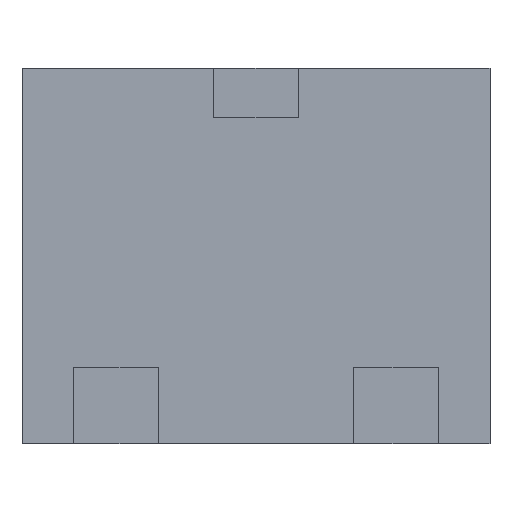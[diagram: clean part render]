
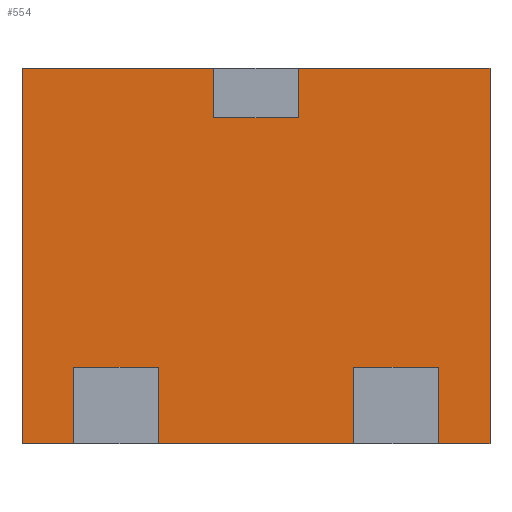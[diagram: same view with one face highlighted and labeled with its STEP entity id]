
A CAD part, front view. The second image highlights one B-rep face of the part: STEP entity #554.
In plain terms, the highlighted planar face has unit normal (0, -1, 0).
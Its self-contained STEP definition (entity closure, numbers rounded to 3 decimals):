
#38=PLANE('',#608);
#64=FACE_OUTER_BOUND('',#92,.T.);
#92=EDGE_LOOP('',(#489,#490,#491,#492,#493,#494,#495,#496,#497,#498,#499,
#500,#501,#502,#503,#504));
#96=LINE('',#758,#163);
#100=LINE('',#766,#167);
#103=LINE('',#772,#170);
#107=LINE('',#781,#174);
#111=LINE('',#790,#178);
#115=LINE('',#797,#182);
#118=LINE('',#804,#185);
#122=LINE('',#813,#189);
#126=LINE('',#820,#193);
#149=LINE('',#875,#216);
#151=LINE('',#878,#218);
#154=LINE('',#883,#221);
#155=LINE('',#884,#222);
#158=LINE('',#890,#225);
#159=LINE('',#892,#226);
#161=LINE('',#894,#228);
#163=VECTOR('',#623,10.);
#167=VECTOR('',#629,10.);
#170=VECTOR('',#634,10.);
#174=VECTOR('',#642,10.);
#178=VECTOR('',#648,10.);
#182=VECTOR('',#654,10.);
#185=VECTOR('',#661,10.);
#189=VECTOR('',#667,10.);
#193=VECTOR('',#673,10.);
#216=VECTOR('',#724,10.);
#218=VECTOR('',#728,10.);
#221=VECTOR('',#731,10.);
#222=VECTOR('',#732,10.);
#225=VECTOR('',#737,10.);
#226=VECTOR('',#740,10.);
#228=VECTOR('',#742,10.);
#239=VERTEX_POINT('',#756);
#240=VERTEX_POINT('',#757);
#243=VERTEX_POINT('',#765);
#245=VERTEX_POINT('',#771);
#247=VERTEX_POINT('',#779);
#248=VERTEX_POINT('',#780);
#251=VERTEX_POINT('',#788);
#252=VERTEX_POINT('',#789);
#255=VERTEX_POINT('',#802);
#256=VERTEX_POINT('',#803);
#259=VERTEX_POINT('',#811);
#260=VERTEX_POINT('',#812);
#279=VERTEX_POINT('',#872);
#280=VERTEX_POINT('',#874);
#282=VERTEX_POINT('',#881);
#284=VERTEX_POINT('',#888);
#288=EDGE_CURVE('',#239,#240,#96,.T.);
#292=EDGE_CURVE('',#240,#243,#100,.T.);
#295=EDGE_CURVE('',#245,#239,#103,.T.);
#299=EDGE_CURVE('',#247,#248,#107,.T.);
#303=EDGE_CURVE('',#251,#252,#111,.T.);
#307=EDGE_CURVE('',#252,#247,#115,.T.);
#310=EDGE_CURVE('',#255,#256,#118,.T.);
#314=EDGE_CURVE('',#259,#260,#122,.T.);
#318=EDGE_CURVE('',#260,#255,#126,.T.);
#347=EDGE_CURVE('',#280,#279,#149,.T.);
#349=EDGE_CURVE('',#279,#245,#151,.T.);
#352=EDGE_CURVE('',#256,#282,#154,.T.);
#353=EDGE_CURVE('',#243,#259,#155,.T.);
#356=EDGE_CURVE('',#282,#284,#158,.T.);
#357=EDGE_CURVE('',#284,#251,#159,.T.);
#359=EDGE_CURVE('',#248,#280,#161,.T.);
#489=ORIENTED_EDGE('',*,*,#292,.T.);
#490=ORIENTED_EDGE('',*,*,#353,.T.);
#491=ORIENTED_EDGE('',*,*,#314,.T.);
#492=ORIENTED_EDGE('',*,*,#318,.T.);
#493=ORIENTED_EDGE('',*,*,#310,.T.);
#494=ORIENTED_EDGE('',*,*,#352,.T.);
#495=ORIENTED_EDGE('',*,*,#356,.T.);
#496=ORIENTED_EDGE('',*,*,#357,.T.);
#497=ORIENTED_EDGE('',*,*,#303,.T.);
#498=ORIENTED_EDGE('',*,*,#307,.T.);
#499=ORIENTED_EDGE('',*,*,#299,.T.);
#500=ORIENTED_EDGE('',*,*,#359,.T.);
#501=ORIENTED_EDGE('',*,*,#347,.T.);
#502=ORIENTED_EDGE('',*,*,#349,.T.);
#503=ORIENTED_EDGE('',*,*,#295,.T.);
#504=ORIENTED_EDGE('',*,*,#288,.T.);
#554=ADVANCED_FACE('',(#64),#38,.F.);
#608=AXIS2_PLACEMENT_3D('',#895,#743,#744);
#623=DIRECTION('',(1.,0.,0.));
#629=DIRECTION('',(0.,0.,-1.));
#634=DIRECTION('',(0.,0.,1.));
#642=DIRECTION('',(0.,0.,1.));
#648=DIRECTION('',(0.,0.,-1.));
#654=DIRECTION('',(-1.,0.,0.));
#661=DIRECTION('',(0.,0.,-1.));
#667=DIRECTION('',(0.,0.,1.));
#673=DIRECTION('',(1.,0.,0.));
#724=DIRECTION('',(0.,0.,-1.));
#728=DIRECTION('',(1.,0.,0.));
#731=DIRECTION('',(1.,0.,0.));
#732=DIRECTION('',(1.,0.,0.));
#737=DIRECTION('',(0.,0.,1.));
#740=DIRECTION('',(-1.,0.,0.));
#742=DIRECTION('',(-1.,0.,0.));
#743=DIRECTION('center_axis',(0.,1.,0.));
#744=DIRECTION('ref_axis',(0.,0.,1.));
#756=CARTESIAN_POINT('',(-4.75,0.,-2.9));
#757=CARTESIAN_POINT('',(-2.55,0.,-2.9));
#758=CARTESIAN_POINT('',(-1.275,0.,-2.9));
#765=CARTESIAN_POINT('',(-2.55,0.,-4.9));
#766=CARTESIAN_POINT('',(-2.55,0.,-2.45));
#771=CARTESIAN_POINT('',(-4.75,0.,-4.9));
#772=CARTESIAN_POINT('',(-4.75,0.,-1.45));
#779=CARTESIAN_POINT('',(-1.1,0.,3.6));
#780=CARTESIAN_POINT('',(-1.1,0.,4.9));
#781=CARTESIAN_POINT('',(-1.1,0.,2.45));
#788=CARTESIAN_POINT('',(1.1,0.,4.9));
#789=CARTESIAN_POINT('',(1.1,0.,3.6));
#790=CARTESIAN_POINT('',(1.1,0.,1.8));
#797=CARTESIAN_POINT('',(-0.55,0.,3.6));
#802=CARTESIAN_POINT('',(4.75,0.,-2.9));
#803=CARTESIAN_POINT('',(4.75,0.,-4.9));
#804=CARTESIAN_POINT('',(4.75,0.,-2.45));
#811=CARTESIAN_POINT('',(2.55,0.,-4.9));
#812=CARTESIAN_POINT('',(2.55,0.,-2.9));
#813=CARTESIAN_POINT('',(2.55,0.,-1.45));
#820=CARTESIAN_POINT('',(2.375,0.,-2.9));
#872=CARTESIAN_POINT('',(-6.1,0.,-4.9));
#874=CARTESIAN_POINT('',(-6.1,0.,4.9));
#875=CARTESIAN_POINT('',(-6.1,0.,4.9));
#878=CARTESIAN_POINT('',(-6.1,0.,-4.9));
#881=CARTESIAN_POINT('',(6.1,0.,-4.9));
#883=CARTESIAN_POINT('',(-6.1,0.,-4.9));
#884=CARTESIAN_POINT('',(-6.1,0.,-4.9));
#888=CARTESIAN_POINT('',(6.1,0.,4.9));
#890=CARTESIAN_POINT('',(6.1,0.,-4.9));
#892=CARTESIAN_POINT('',(6.1,0.,4.9));
#894=CARTESIAN_POINT('',(6.1,0.,4.9));
#895=CARTESIAN_POINT('Origin',(0.,0.,0.));
